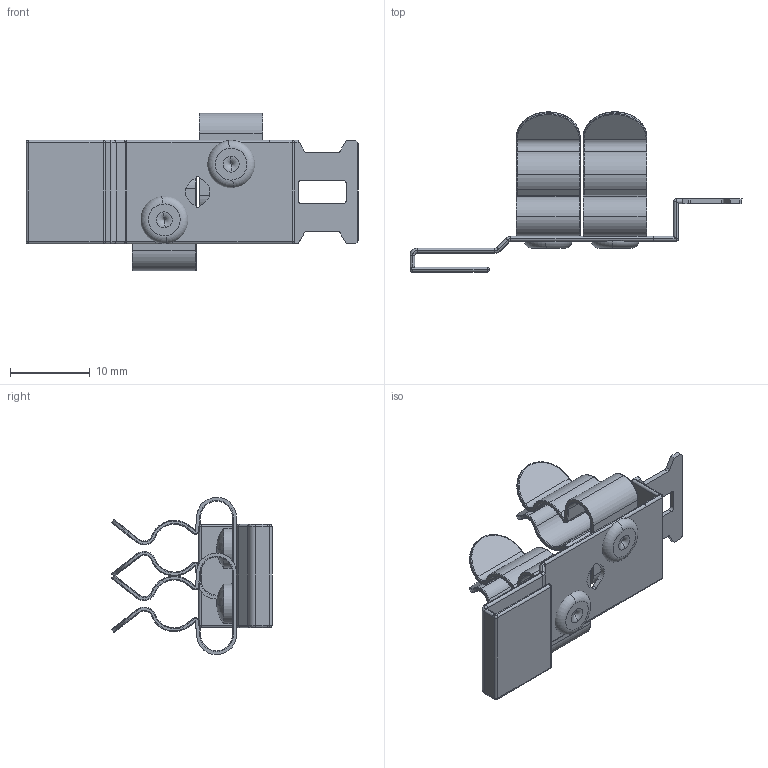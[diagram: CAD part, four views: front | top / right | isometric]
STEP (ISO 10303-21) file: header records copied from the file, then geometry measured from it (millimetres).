
FILE_DESCRIPTION (( 'STEP AP214' ), '1' );
FILE_NAME ('1025-052.STEP', '2024-08-01T10:45:40', ( '' ), ( '' ), 'SwSTEP 2.0', 'SolidWorks 2022', '' );
FILE_SCHEMA (( 'AUTOMOTIVE_DESIGN' ));
Length unit declared in the file: millimetre
Products named in the file (4): 1025-052; 3x1,5_1mm Blechstärke; 1010-002.; 1025-005.SLDPRT.K.M
Assembly tree (5 placements, depth 2):
  1025-052
    1025-005.SLDPRT.K.M
    3x1,5_1mm Blechstärke  x2
    1010-002.  x2
Bounding box: 41.75 x 20.14 x 19.8 mm (x, y, z)
Volume: 932.1 mm3; surface area: 3411.3 mm2
Topology: 5 solids, 5 shells, 381 faces, 908 edges, 529 vertices
Faces by surface type: cylinder 176, bspline 90, plane 81, torus 20, sphere 14
Entity records: 9002 total; most frequent: CARTESIAN_POINT 2406, DIRECTION 1247, ORIENTED_EDGE 1210, EDGE_CURVE 605, AXIS2_PLACEMENT_3D 486, VERTEX_POINT 358, VECTOR 275, LINE 275
